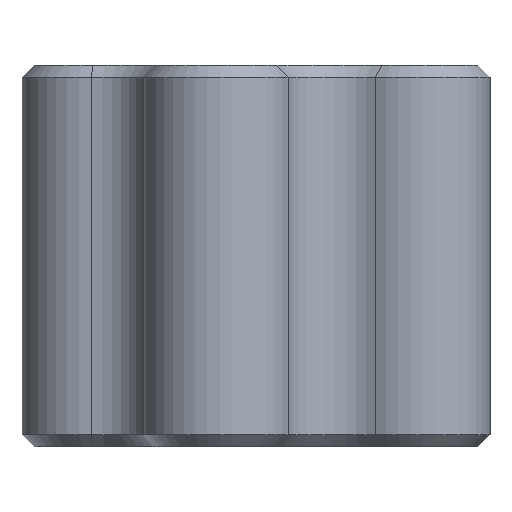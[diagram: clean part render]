
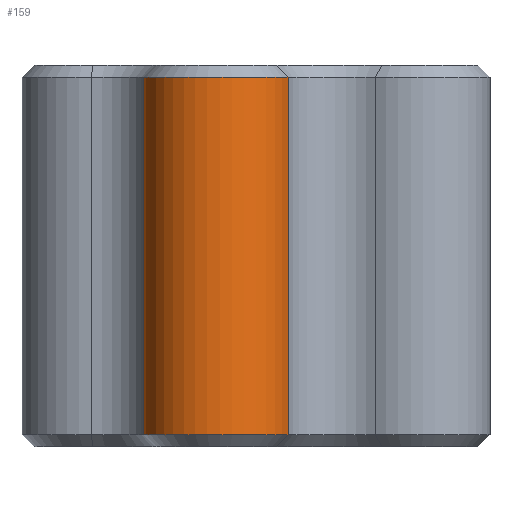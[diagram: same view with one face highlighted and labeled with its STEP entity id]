
A CAD part, left-side view. The second image highlights one B-rep face of the part: STEP entity #159.
In plain terms, the highlighted cylindrical face has radius 2.5 mm (diameter 5 mm), a partial arc.
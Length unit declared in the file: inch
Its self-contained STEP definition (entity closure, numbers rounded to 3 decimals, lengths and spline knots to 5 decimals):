
#159=ADVANCED_FACE('',(#331),#332,.T.);
#331=FACE_OUTER_BOUND('',#511,.T.);
#332=CYLINDRICAL_SURFACE('',#512,0.09843);
#511=EDGE_LOOP('',(#896,#897,#898,#899));
#512=AXIS2_PLACEMENT_3D('',#900,#901,#902);
#896=ORIENTED_EDGE('',*,*,#1064,.F.);
#897=ORIENTED_EDGE('',*,*,#1194,.F.);
#898=ORIENTED_EDGE('',*,*,#1120,.F.);
#899=ORIENTED_EDGE('',*,*,#1076,.T.);
#900=CARTESIAN_POINT('',(-0.21889,-0.15904,-0.0045));
#901=DIRECTION('',(0.0,-0.0,1.0));
#902=DIRECTION('',(0.238,0.971,0.0));
#1064=EDGE_CURVE('',#1265,#1267,#1268,.T.);
#1076=EDGE_CURVE('',#1285,#1267,#1286,.T.);
#1120=EDGE_CURVE('',#1285,#1350,#1356,.T.);
#1194=EDGE_CURVE('',#1350,#1265,#1447,.T.);
#1265=VERTEX_POINT('',#1528);
#1267=VERTEX_POINT('',#1531);
#1268=CIRCLE('',#1532,0.09843);
#1285=VERTEX_POINT('',#1553);
#1286=LINE('',#1554,#1555);
#1350=VERTEX_POINT('',#1636);
#1356=CIRCLE('',#1644,0.09843);
#1447=LINE('',#1770,#1771);
#1528=CARTESIAN_POINT('',(-0.19544,-0.06344,0.48425));
#1531=CARTESIAN_POINT('',(-0.25611,-0.25015,0.48425));
#1532=AXIS2_PLACEMENT_3D('',#1839,#1840,#1841);
#1553=CARTESIAN_POINT('',(-0.25611,-0.25015,0.01575));
#1554=CARTESIAN_POINT('',(-0.25611,-0.25015,-0.0045));
#1555=VECTOR('',#1858,1.0);
#1636=CARTESIAN_POINT('',(-0.19544,-0.06344,0.01575));
#1644=AXIS2_PLACEMENT_3D('',#1926,#1927,#1928);
#1770=CARTESIAN_POINT('',(-0.19544,-0.06344,-0.0045));
#1771=VECTOR('',#2009,1.0);
#1839=CARTESIAN_POINT('',(-0.21889,-0.15904,0.48425));
#1840=DIRECTION('',(0.0,-0.0,1.0));
#1841=DIRECTION('',(0.238,0.971,0.0));
#1858=DIRECTION('',(0.0,0.0,1.0));
#1926=CARTESIAN_POINT('',(-0.21889,-0.15904,0.01575));
#1927=DIRECTION('',(0.0,0.0,-1.0));
#1928=DIRECTION('',(0.238,0.971,0.0));
#2009=DIRECTION('',(0.0,0.0,1.0));
